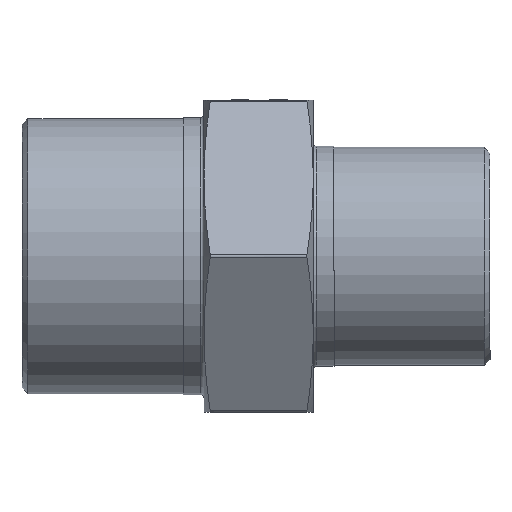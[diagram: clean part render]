
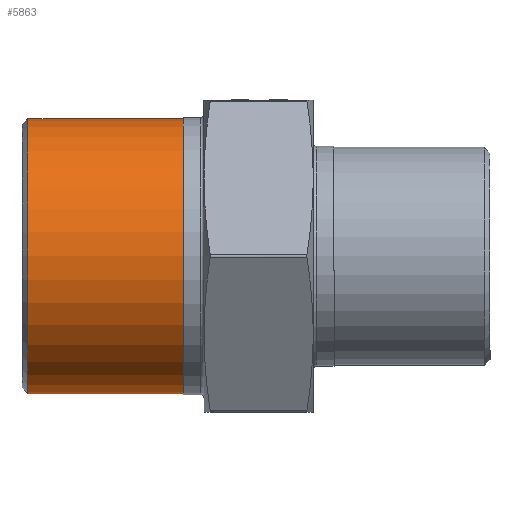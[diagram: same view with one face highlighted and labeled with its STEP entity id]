
A CAD part, front view. The second image highlights one B-rep face of the part: STEP entity #5863.
In plain terms, the highlighted cylindrical face has radius 13.22 mm (diameter 26.441 mm), a full revolution.
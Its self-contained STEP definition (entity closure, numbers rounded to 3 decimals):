
#943 = ORIENTED_EDGE ( 'NONE', *, *, #6301, .T. ) ;
#997 = ORIENTED_EDGE ( 'NONE', *, *, #6306, .F. ) ;
#2137 = AXIS2_PLACEMENT_3D ( 'NONE', #10832, #10891, #10874 ) ;
#4686 = DIRECTION ( 'NONE',  ( -1., 0., 0. ) ) ;
#4687 = DIRECTION ( 'NONE',  ( 0., 0., 1. ) ) ;
#4694 = CARTESIAN_POINT ( 'NONE',  ( -7.25, 0., 0. ) ) ;
#4720 = DIRECTION ( 'NONE',  ( -1., 0., 0. ) ) ;
#4726 = DIRECTION ( 'NONE',  ( 0., 0., 1. ) ) ;
#4727 = CARTESIAN_POINT ( 'NONE',  ( -22.175, 0., 0. ) ) ;
#5863 = ADVANCED_FACE ( 'NONE', ( #10819, #10834 ), #10821, .T. ) ;
#6301 = EDGE_CURVE ( 'NONE', #7342, #7342, #9159, .T. ) ;
#6306 = EDGE_CURVE ( 'NONE', #7345, #7345, #9158, .T. ) ;
#7330 = CARTESIAN_POINT ( 'NONE',  ( -22.175, 0., 13.22 ) ) ;
#7342 = VERTEX_POINT ( 'NONE', #7344 ) ;
#7344 = CARTESIAN_POINT ( 'NONE',  ( -7.25, 0., 13.22 ) ) ;
#7345 = VERTEX_POINT ( 'NONE', #7330 ) ;
#9143 = AXIS2_PLACEMENT_3D ( 'NONE', #4694, #4720, #4726 ) ;
#9156 = AXIS2_PLACEMENT_3D ( 'NONE', #4727, #4686, #4687 ) ;
#9158 = CIRCLE ( 'NONE', #9156, 13.22 ) ;
#9159 = CIRCLE ( 'NONE', #9143, 13.22 ) ;
#10819 = FACE_OUTER_BOUND ( 'NONE', #13470, .T. ) ;
#10821 = CYLINDRICAL_SURFACE ( 'NONE', #2137, 13.22 ) ;
#10832 = CARTESIAN_POINT ( 'NONE',  ( 0., 0., 0. ) ) ;
#10834 = FACE_OUTER_BOUND ( 'NONE', #13515, .T. ) ;
#10874 = DIRECTION ( 'NONE',  ( 0., 0., 1. ) ) ;
#10891 = DIRECTION ( 'NONE',  ( -1., 0., 0. ) ) ;
#13470 = EDGE_LOOP ( 'NONE', ( #943 ) ) ;
#13515 = EDGE_LOOP ( 'NONE', ( #997 ) ) ;
